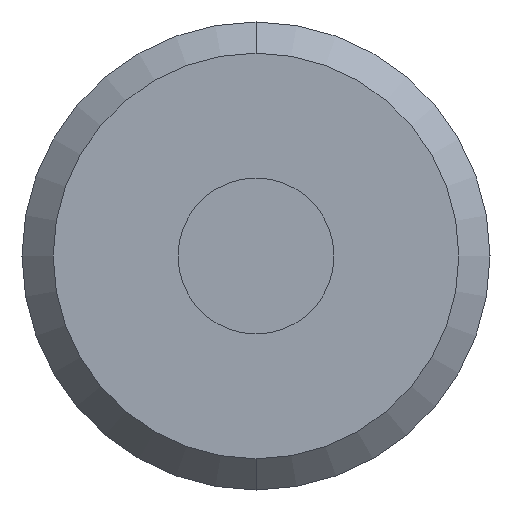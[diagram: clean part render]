
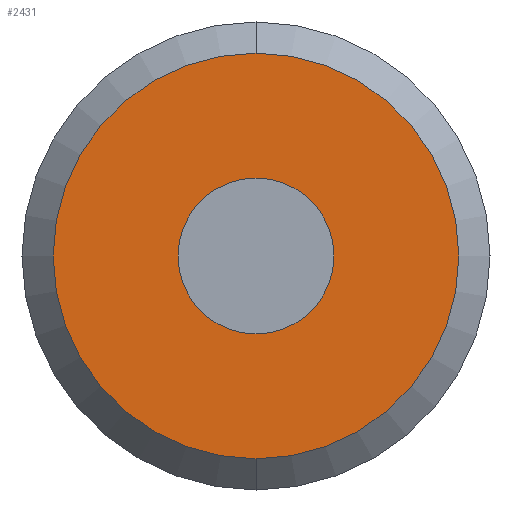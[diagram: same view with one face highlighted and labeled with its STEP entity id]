
A CAD part, front view. The second image highlights one B-rep face of the part: STEP entity #2431.
In plain terms, the highlighted planar face has unit normal (0, -1, 0).
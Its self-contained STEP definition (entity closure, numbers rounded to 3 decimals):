
#1 = DIRECTION ( 'NONE',  ( 0., 0., 1. ) ) ;
#47 = DIRECTION ( 'NONE',  ( 0., 0., 1. ) ) ;
#59 = DIRECTION ( 'NONE',  ( 0., 1., 0. ) ) ;
#224 = CARTESIAN_POINT ( 'NONE',  ( 0., -12.3, -0.65 ) ) ;
#274 = ORIENTED_EDGE ( 'NONE', *, *, #1123, .F. ) ;
#281 = ORIENTED_EDGE ( 'NONE', *, *, #1013, .T. ) ;
#298 = ORIENTED_EDGE ( 'NONE', *, *, #1174, .T. ) ;
#424 = CIRCLE ( 'NONE', #710, 0.25 ) ;
#673 = DIRECTION ( 'NONE',  ( 0., 1., 0. ) ) ;
#710 = AXIS2_PLACEMENT_3D ( 'NONE', #998, #59, #47 ) ;
#714 = ORIENTED_EDGE ( 'NONE', *, *, #2523, .F. ) ;
#737 = DIRECTION ( 'NONE',  ( 0., 1., 0. ) ) ;
#758 = FACE_OUTER_BOUND ( 'NONE', #3744, .T. ) ;
#998 = CARTESIAN_POINT ( 'NONE',  ( 0., -12.3, 0. ) ) ;
#1012 = VERTEX_POINT ( 'NONE', #1874 ) ;
#1013 = EDGE_CURVE ( 'Defeature ausgef�hrt1_4+Defeature ausgef�hrt1_3+Defeature ausgef�hrt1_3+Defeature ausgef�hrt1_3', #1012, #2517, #424, .T. ) ;
#1054 = AXIS2_PLACEMENT_3D ( 'NONE', #1260, #673, #1 ) ;
#1123 = EDGE_CURVE ( 'Defeature ausgef�hrt1_5+Defeature ausgef�hrt1_4+Defeature ausgef�hrt1_4+Defeature ausgef�hrt1_4', #2133, #1512, #3864, .T. ) ;
#1174 = EDGE_CURVE ( 'Defeature ausgef�hrt1_4+Defeature ausgef�hrt1_3+Defeature ausgef�hrt1_3+Defeature ausgef�hrt1_3', #2517, #1012, #2014, .T. ) ;
#1260 = CARTESIAN_POINT ( 'NONE',  ( 0., -12.3, 0. ) ) ;
#1333 = PLANE ( 'NONE',  #2223 ) ;
#1360 = DIRECTION ( 'NONE',  ( 0., 0., 1. ) ) ;
#1512 = VERTEX_POINT ( 'NONE', #224 ) ;
#1527 = DIRECTION ( 'NONE',  ( 0., 0., -1. ) ) ;
#1543 = CARTESIAN_POINT ( 'NONE',  ( 0., -12.3, -0.25 ) ) ;
#1755 = CARTESIAN_POINT ( 'NONE',  ( -0.65, -12.3, 0. ) ) ;
#1874 = CARTESIAN_POINT ( 'NONE',  ( 0., -12.3, 0.25 ) ) ;
#2014 = CIRCLE ( 'NONE', #2026, 0.25 ) ;
#2026 = AXIS2_PLACEMENT_3D ( 'NONE', #3482, #3794, #3824 ) ;
#2133 = VERTEX_POINT ( 'NONE', #3106 ) ;
#2136 = EDGE_LOOP ( 'NONE', ( #281, #298 ) ) ;
#2223 = AXIS2_PLACEMENT_3D ( 'NONE', #1755, #2749, #1527 ) ;
#2431 = ADVANCED_FACE ( 'Defeature ausgef�hrt1_4', ( #2510, #758 ), #1333, .T. ) ;
#2510 = FACE_BOUND ( 'NONE', #2136, .T. ) ;
#2517 = VERTEX_POINT ( 'NONE', #1543 ) ;
#2523 = EDGE_CURVE ( 'Defeature ausgef�hrt1_5+Defeature ausgef�hrt1_4+Defeature ausgef�hrt1_4+Defeature ausgef�hrt1_4', #1512, #2133, #3138, .T. ) ;
#2749 = DIRECTION ( 'NONE',  ( 0., -1., 0. ) ) ;
#2790 = AXIS2_PLACEMENT_3D ( 'NONE', #3491, #737, #1360 ) ;
#3106 = CARTESIAN_POINT ( 'NONE',  ( 0., -12.3, 0.65 ) ) ;
#3138 = CIRCLE ( 'NONE', #1054, 0.65 ) ;
#3482 = CARTESIAN_POINT ( 'NONE',  ( 0., -12.3, 0. ) ) ;
#3491 = CARTESIAN_POINT ( 'NONE',  ( 0., -12.3, 0. ) ) ;
#3744 = EDGE_LOOP ( 'NONE', ( #274, #714 ) ) ;
#3794 = DIRECTION ( 'NONE',  ( 0., 1., 0. ) ) ;
#3824 = DIRECTION ( 'NONE',  ( 0., 0., 1. ) ) ;
#3864 = CIRCLE ( 'NONE', #2790, 0.65 ) ;
